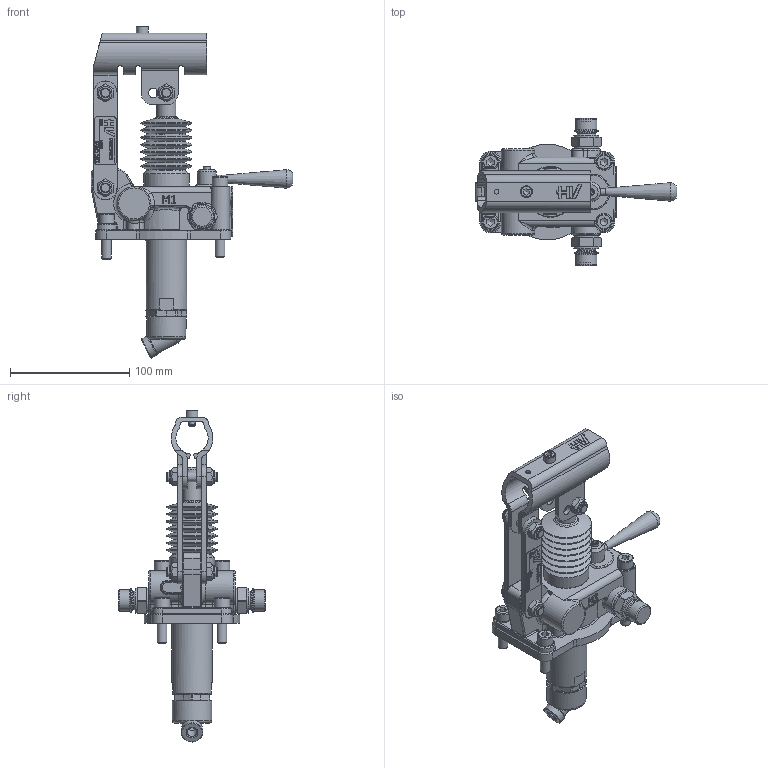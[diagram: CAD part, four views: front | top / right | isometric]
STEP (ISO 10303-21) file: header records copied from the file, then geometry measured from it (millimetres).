
FILE_DESCRIPTION((''),'2;1');
FILE_NAME('PMD 25 s (HV) STEP.stp','2014-08-04T17:08:25',('Christian'),(''),'Autodesk Inventor 2013','Autodesk Inventor 2013','');
FILE_SCHEMA(('AUTOMOTIVE_DESIGN { 1 0 10303 214 1 1 1 1 }'));
Length unit declared in the file: millimetre
Products named in the file (1): 6056.0045.10.50 Derivazione 2
Bounding box: 169 x 123 x 277.85 mm (x, y, z)
Volume: 9882.1 mm3; surface area: 145365 mm2
Topology: 14 solids, 16 shells, 1506 faces, 3736 edges, 2350 vertices
Faces by surface type: plane 696, cylinder 339, bspline 184, torus 138, cone 136, sphere 13
Full cylindrical faces by diameter (mm): 4 x2, 4.917 x2, 5 x3, 6 x4, 8 x24, 8.5 x4, 9 x2, 10 x2, 11.05 x6, 12 x4, 13 x4, 13.5 x2, 14 x4, 15.9 x1, 16 x5, 16.6 x2, 18 x5, 19 x2, 20 x3, 21 x6, 24 x1, 25 x1, 28 x2, 30 x1, 33 x1, 34 x1, 38.004 x1, 40 x1
Entity records: 46699 total; most frequent: CARTESIAN_POINT 11836, ORIENTED_EDGE 6838, DIRECTION 6450, EDGE_CURVE 3419, AXIS2_PLACEMENT_3D 2325, VERTEX_POINT 2276, EDGE_LOOP 1907, VECTOR 1800
